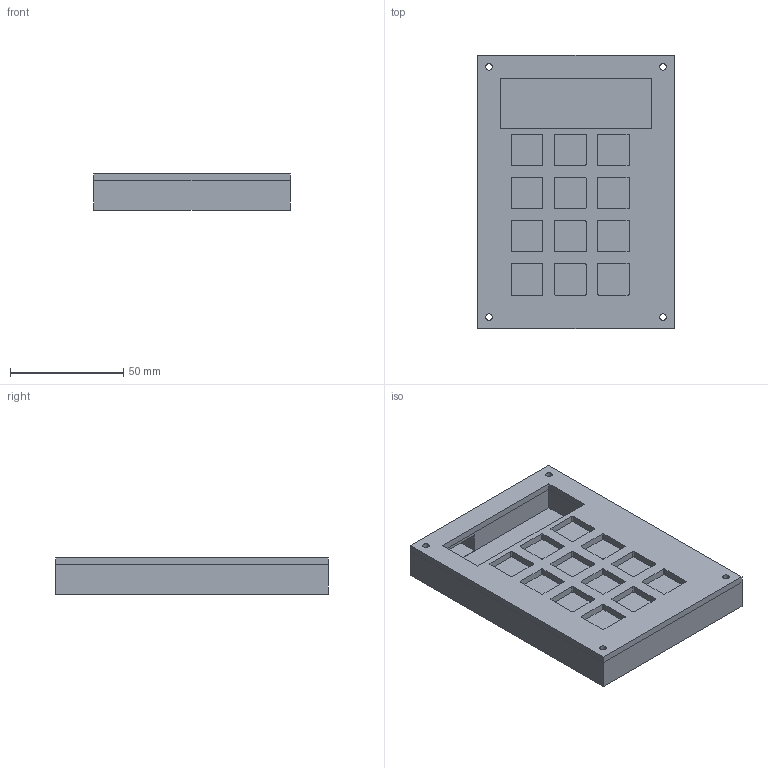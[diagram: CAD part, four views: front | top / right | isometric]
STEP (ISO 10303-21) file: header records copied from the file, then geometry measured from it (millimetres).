
FILE_DESCRIPTION(/* description */ (''),/* implementation_level */ '2;1');
FILE_NAME(/* name */ 'assembled_pad.step',/* time_stamp */ '2026-02-14T00:08:45+02:00',/* author */ (''),/* organization */ (''),/* preprocessor_version */ 'ST-DEVELOPER v20.1',/* originating_system */ 'Autodesk Translation Framework v14.24.0.0',/* authorisation */ '');
FILE_SCHEMA (('AUTOMOTIVE_DESIGN { 1 0 10303 214 3 1 1 }'));
Length unit declared in the file: millimetre
Products named in the file (1): 2026-02-13-21-47-37-461
Bounding box: 86.8 x 120.55 x 16 mm (x, y, z)
Volume: 86991.2 mm3; surface area: 47391.8 mm2
Topology: 2 solids, 2 shells, 129 faces, 372 edges, 248 vertices
Faces by surface type: plane 73, cylinder 56
Full cylindrical faces by diameter (mm): 2.9 x8
Entity records: 4392 total; most frequent: CARTESIAN_POINT 750, ORIENTED_EDGE 744, DIRECTION 744, EDGE_CURVE 372, LINE 260, VECTOR 260, VERTEX_POINT 248, AXIS2_PLACEMENT_3D 242
